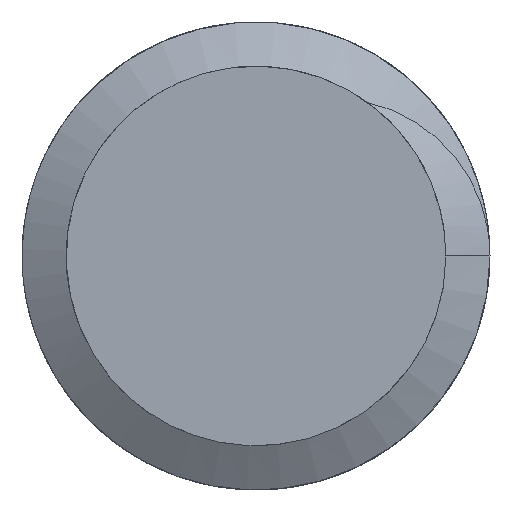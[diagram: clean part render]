
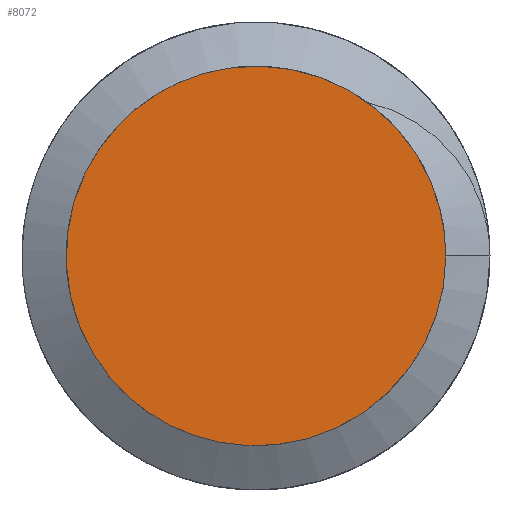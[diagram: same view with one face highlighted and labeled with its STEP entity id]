
A CAD part, front view. The second image highlights one B-rep face of the part: STEP entity #8072.
In plain terms, the highlighted free-form (B-spline) face has degree [1, 1] with [2, 2] control points.
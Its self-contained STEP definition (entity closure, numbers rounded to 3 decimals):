
#5421=CARTESIAN_POINT('',(3.35,-2.4,0.));
#5422=VERTEX_POINT('',#5421);
#5428=CARTESIAN_POINT('',(3.35,-2.4,0.));
#5429=CARTESIAN_POINT('',(3.35,-2.4,-5.802));
#5430=CARTESIAN_POINT('',(-1.675,-2.4,-2.901));
#5431=CARTESIAN_POINT('',(-6.7,-2.4,0.));
#5432=CARTESIAN_POINT('',(-1.675,-2.4,2.901));
#5433=CARTESIAN_POINT('',(3.349,-2.4,5.802));
#5434=CARTESIAN_POINT('',(3.35,-2.4,0.));
#5435=(BOUNDED_CURVE()B_SPLINE_CURVE(2,(#5428,#5429,#5430,#5431,#5432,#5433,#5434),.CIRCULAR_ARC.,.T.,.U.)B_SPLINE_CURVE_WITH_KNOTS((3,2,2,3),(0.,0.333,0.667,1.),.UNSPECIFIED.)CURVE()GEOMETRIC_REPRESENTATION_ITEM()RATIONAL_B_SPLINE_CURVE((1.,0.5,1.,0.5,1.,0.5,1.))REPRESENTATION_ITEM(''));
#5436=EDGE_CURVE('',#5422,#5422,#5435,.T.);
#8064=CARTESIAN_POINT('',(-7.243,-2.4,-6.345));
#8065=CARTESIAN_POINT('',(-7.243,-2.4,5.594));
#8066=CARTESIAN_POINT('',(4.696,-2.4,-6.345));
#8067=CARTESIAN_POINT('',(4.696,-2.4,5.594));
#8068=B_SPLINE_SURFACE_WITH_KNOTS('',1,1,((#8064,#8065),(#8066,#8067)),.PLANE_SURF.,.F.,.F.,.U.,(2,2),(2,2),(0.,1.),(0.,1.),.UNSPECIFIED.);
#8069=ORIENTED_EDGE('',*,*,#5436,.F.);
#8070=EDGE_LOOP('',(#8069));
#8071=FACE_OUTER_BOUND('',#8070,.T.);
#8072=ADVANCED_FACE('',(#8071),#8068,.T.);
